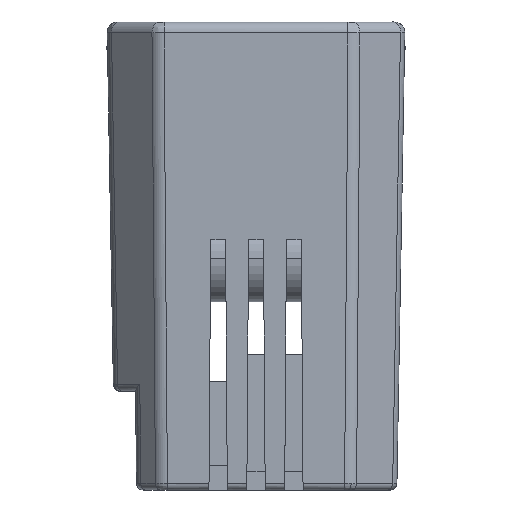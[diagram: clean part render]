
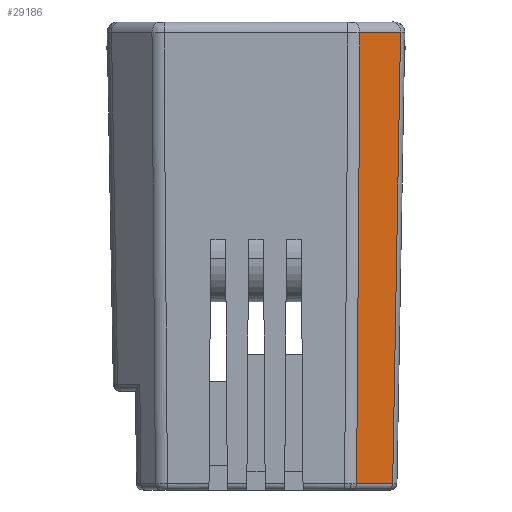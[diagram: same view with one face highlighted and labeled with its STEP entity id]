
A CAD part, front view. The second image highlights one B-rep face of the part: STEP entity #29186.
In plain terms, the highlighted planar face has unit normal (0.737, -0.675, -0.018).
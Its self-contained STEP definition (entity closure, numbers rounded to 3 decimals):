
#857 = AXIS2_PLACEMENT_3D ( 'NONE', #14552, #23197, #5943 ) ;
#1508 = EDGE_CURVE ( 'NONE', #6016, #36530, #20641, .T. ) ;
#2526 = VECTOR ( 'NONE', #10013, 1000. ) ;
#2747 = LINE ( 'NONE', #16386, #18554 ) ;
#2867 = CARTESIAN_POINT ( 'NONE',  ( 7.675, -20.197, 32.6 ) ) ;
#3720 = FACE_OUTER_BOUND ( 'NONE', #30223, .T. ) ;
#5419 = CARTESIAN_POINT ( 'NONE',  ( 7.675, -20.197, 32.6 ) ) ;
#5943 = DIRECTION ( 'NONE',  ( 0.676, 0.737, 0. ) ) ;
#6016 = VERTEX_POINT ( 'NONE', #8644 ) ;
#6448 = ORIENTED_EDGE ( 'NONE', *, *, #35083, .T. ) ;
#7245 = EDGE_CURVE ( 'NONE', #10440, #33570, #7409, .T. ) ;
#7409 = LINE ( 'NONE', #25233, #29904 ) ;
#7612 = DIRECTION ( 'NONE',  ( -0.017, 0.007, -1. ) ) ;
#7670 = DIRECTION ( 'NONE',  ( -0.008, 0.017, -1. ) ) ;
#8337 = CARTESIAN_POINT ( 'NONE',  ( 7.675, -20.218, 33.4 ) ) ;
#8644 = CARTESIAN_POINT ( 'NONE',  ( 7.675, -20.228, 33.8 ) ) ;
#8817 = CARTESIAN_POINT ( 'NONE',  ( 7.68, -20.192, 32.6 ) ) ;
#10013 = DIRECTION ( 'NONE',  ( -0.676, -0.737, 0. ) ) ;
#10073 = VECTOR ( 'NONE', #7612, 1000. ) ;
#10263 = CARTESIAN_POINT ( 'NONE',  ( 10.68, -16.942, 33.551 ) ) ;
#10440 = VERTEX_POINT ( 'NONE', #19089 ) ;
#13070 = CARTESIAN_POINT ( 'NONE',  ( 7.682, -20.19, 32.6 ) ) ;
#14031 = CARTESIAN_POINT ( 'NONE',  ( 7.675, -20.197, 32.6 ) ) ;
#14244 = LINE ( 'NONE', #30023, #2526 ) ;
#14509 = CARTESIAN_POINT ( 'NONE',  ( 7.678, -20.195, 32.6 ) ) ;
#14533 = CARTESIAN_POINT ( 'NONE',  ( 7.675, -20.228, 33.8 ) ) ;
#14552 = CARTESIAN_POINT ( 'NONE',  ( 14.248, -13.056, 33.8 ) ) ;
#16386 = CARTESIAN_POINT ( 'NONE',  ( 7.682, -20.19, 32.6 ) ) ;
#16422 = ORIENTED_EDGE ( 'NONE', *, *, #18122, .T. ) ;
#18122 = EDGE_CURVE ( 'NONE', #31935, #10440, #2747, .T. ) ;
#18554 = VECTOR ( 'NONE', #7670, 1000. ) ;
#19055 = ORIENTED_EDGE ( 'NONE', *, *, #1508, .T. ) ;
#19089 = CARTESIAN_POINT ( 'NONE',  ( 7.436, -19.629, 0.491 ) ) ;
#19841 = ORIENTED_EDGE ( 'NONE', *, *, #7245, .T. ) ;
#20451 = LINE ( 'NONE', #10263, #10073 ) ;
#20641 = B_SPLINE_CURVE_WITH_KNOTS ( 'NONE', 3,
 ( #14533, #8337, #34641, #14031 ),
 .UNSPECIFIED., .F., .F.,
 ( 4, 4 ),
 ( 0., 1. ),
 .UNSPECIFIED. ) ;
#21882 = CARTESIAN_POINT ( 'NONE',  ( 10.685, -16.944, 33.8 ) ) ;
#23197 = DIRECTION ( 'NONE',  ( 0.737, -0.675, -0.017 ) ) ;
#25053 = CARTESIAN_POINT ( 'NONE',  ( 10.103, -16.718, 0.491 ) ) ;
#25233 = CARTESIAN_POINT ( 'NONE',  ( 13.819, -12.663, 0.491 ) ) ;
#25455 = PLANE ( 'NONE',  #857 ) ;
#28040 = EDGE_CURVE ( 'NONE', #36530, #31935, #30921, .T. ) ;
#29186 = ADVANCED_FACE ( 'NONE', ( #3720 ), #25455, .T. ) ;
#29694 = ORIENTED_EDGE ( 'NONE', *, *, #36865, .F. ) ;
#29904 = VECTOR ( 'NONE', #36684, 1000. ) ;
#29928 = ORIENTED_EDGE ( 'NONE', *, *, #28040, .T. ) ;
#30023 = CARTESIAN_POINT ( 'NONE',  ( 14.248, -13.056, 33.8 ) ) ;
#30223 = EDGE_LOOP ( 'NONE', ( #19841, #29694, #6448, #19055, #29928, #16422 ) ) ;
#30285 = VERTEX_POINT ( 'NONE', #21882 ) ;
#30921 = B_SPLINE_CURVE_WITH_KNOTS ( 'NONE', 3,
 ( #5419, #14509, #8817, #34617 ),
 .UNSPECIFIED., .F., .F.,
 ( 4, 4 ),
 ( 0., 1. ),
 .UNSPECIFIED. ) ;
#31935 = VERTEX_POINT ( 'NONE', #13070 ) ;
#33570 = VERTEX_POINT ( 'NONE', #25053 ) ;
#34617 = CARTESIAN_POINT ( 'NONE',  ( 7.682, -20.19, 32.6 ) ) ;
#34641 = CARTESIAN_POINT ( 'NONE',  ( 7.675, -20.208, 33. ) ) ;
#35083 = EDGE_CURVE ( 'NONE', #30285, #6016, #14244, .T. ) ;
#36530 = VERTEX_POINT ( 'NONE', #2867 ) ;
#36684 = DIRECTION ( 'NONE',  ( 0.676, 0.737, 0. ) ) ;
#36865 = EDGE_CURVE ( 'NONE', #30285, #33570, #20451, .T. ) ;
